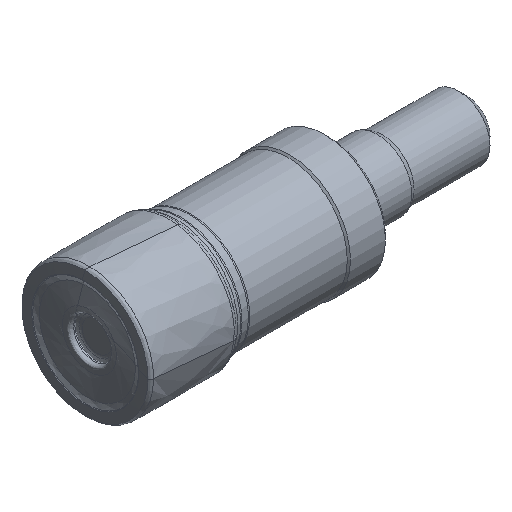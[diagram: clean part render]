
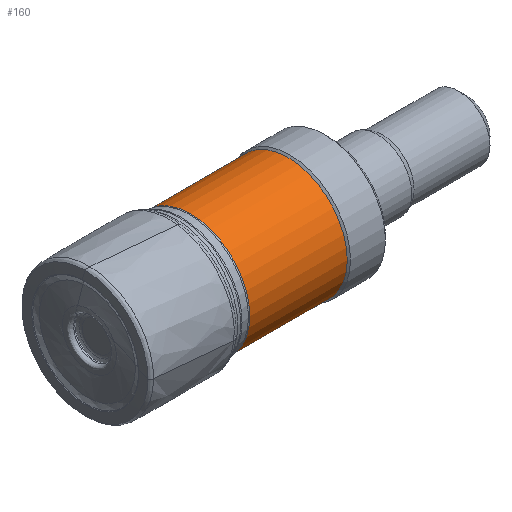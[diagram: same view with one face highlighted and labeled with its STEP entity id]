
A CAD part, isometric view. The second image highlights one B-rep face of the part: STEP entity #160.
In plain terms, the highlighted cylindrical face has radius 7.3 mm (diameter 14.6 mm), a full revolution.
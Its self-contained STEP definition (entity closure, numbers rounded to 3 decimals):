
#54=CYLINDRICAL_SURFACE('',#731,7.3);
#75=FACE_BOUND('',#280,.T.);
#76=FACE_BOUND('',#281,.T.);
#160=ADVANCED_FACE('',(#75,#76),#54,.T.);
#280=EDGE_LOOP('',(#468));
#281=EDGE_LOOP('',(#469));
#468=ORIENTED_EDGE('',*,*,#616,.F.);
#469=ORIENTED_EDGE('',*,*,#615,.T.);
#535=VERTEX_POINT('',#3028);
#536=VERTEX_POINT('',#3031);
#615=EDGE_CURVE('',#535,#535,#667,.T.);
#616=EDGE_CURVE('',#536,#536,#668,.T.);
#667=CIRCLE('',#728,7.3);
#668=CIRCLE('',#730,7.3);
#728=AXIS2_PLACEMENT_3D('',#3027,#852,#853);
#730=AXIS2_PLACEMENT_3D('',#3030,#856,#857);
#731=AXIS2_PLACEMENT_3D('',#3032,#858,#859);
#852=DIRECTION('',(-1.,0.,0.));
#853=DIRECTION('',(0.,0.,1.));
#856=DIRECTION('',(-1.,0.,0.));
#857=DIRECTION('',(0.,0.,1.));
#858=DIRECTION('',(-1.,0.,0.));
#859=DIRECTION('',(0.,0.,1.));
#3027=CARTESIAN_POINT('',(25.,0.,0.));
#3028=CARTESIAN_POINT('',(25.,0.,7.3));
#3030=CARTESIAN_POINT('',(13.,0.,0.));
#3031=CARTESIAN_POINT('',(13.,0.,7.3));
#3032=CARTESIAN_POINT('',(0.,0.,0.));
